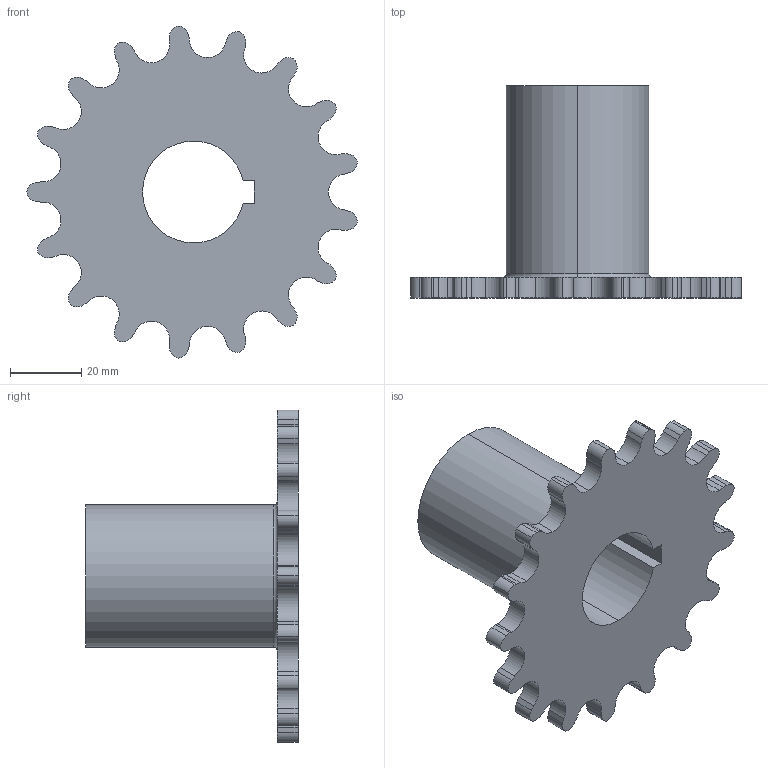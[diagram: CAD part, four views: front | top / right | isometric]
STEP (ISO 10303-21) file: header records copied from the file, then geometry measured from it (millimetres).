
FILE_DESCRIPTION (( 'STEP AP203' ), '1' );
FILE_NAME ('pignon.STEP', '2021-05-07T12:46:15', ( '' ), ( '' ), 'SwSTEP 2.0', 'SolidWorks 2019', '' );
FILE_SCHEMA (( 'CONFIG_CONTROL_DESIGN' ));
Length unit declared in the file: millimetre
Products named in the file (1): pignon
Bounding box: 92.83 x 59.6 x 93.23 mm (x, y, z)
Volume: 59776 mm3; surface area: 24509.9 mm2
Topology: 1 solids, 1 shells, 112 faces, 325 edges, 216 vertices
Faces by surface type: cylinder 70, plane 40, torus 2
Entity records: 3838 total; most frequent: DIRECTION 695, CARTESIAN_POINT 654, ORIENTED_EDGE 650, EDGE_CURVE 325, AXIS2_PLACEMENT_3D 257, VERTEX_POINT 216, LINE 181, VECTOR 181
